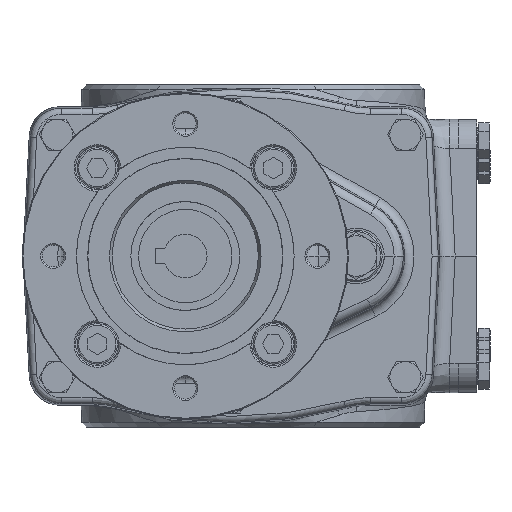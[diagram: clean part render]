
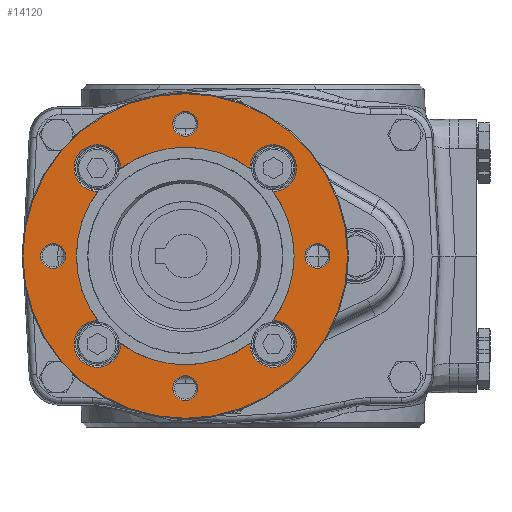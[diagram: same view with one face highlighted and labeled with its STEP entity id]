
A CAD part, left-side view. The second image highlights one B-rep face of the part: STEP entity #14120.
In plain terms, the highlighted face is planar.
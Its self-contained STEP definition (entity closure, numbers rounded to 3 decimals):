
#1927=PLANE('',#15244);
#4277=ORIENTED_EDGE('',*,*,#5877,.T.);
#4278=ORIENTED_EDGE('',*,*,#5878,.T.);
#4279=ORIENTED_EDGE('',*,*,#5879,.T.);
#4280=ORIENTED_EDGE('',*,*,#5880,.T.);
#4281=ORIENTED_EDGE('',*,*,#5881,.T.);
#4282=ORIENTED_EDGE('',*,*,#5882,.T.);
#4283=ORIENTED_EDGE('',*,*,#5849,.T.);
#4284=ORIENTED_EDGE('',*,*,#5836,.T.);
#4285=ORIENTED_EDGE('',*,*,#5862,.T.);
#4286=ORIENTED_EDGE('',*,*,#5851,.T.);
#4287=ORIENTED_EDGE('',*,*,#5875,.T.);
#4288=ORIENTED_EDGE('',*,*,#5864,.T.);
#4289=ORIENTED_EDGE('',*,*,#5883,.T.);
#5836=EDGE_CURVE('',#6845,#6846,#7406,.T.);
#5849=EDGE_CURVE('',#6856,#6845,#7413,.T.);
#5851=EDGE_CURVE('',#6858,#6859,#7415,.T.);
#5862=EDGE_CURVE('',#6846,#6858,#7422,.T.);
#5864=EDGE_CURVE('',#6868,#6869,#7424,.T.);
#5875=EDGE_CURVE('',#6859,#6868,#7431,.T.);
#5877=EDGE_CURVE('',#6878,#6878,#7433,.T.);
#5878=EDGE_CURVE('',#6879,#6879,#7434,.T.);
#5879=EDGE_CURVE('',#6880,#6880,#7435,.T.);
#5880=EDGE_CURVE('',#6881,#6881,#7436,.T.);
#5881=EDGE_CURVE('',#6882,#6882,#7437,.T.);
#5882=EDGE_CURVE('',#6883,#6856,#7438,.T.);
#5883=EDGE_CURVE('',#6869,#6883,#7439,.T.);
#6845=VERTEX_POINT('',#22362);
#6846=VERTEX_POINT('',#22363);
#6856=VERTEX_POINT('',#22398);
#6858=VERTEX_POINT('',#22405);
#6859=VERTEX_POINT('',#22406);
#6868=VERTEX_POINT('',#22440);
#6869=VERTEX_POINT('',#22441);
#6878=VERTEX_POINT('',#22475);
#6879=VERTEX_POINT('',#22477);
#6880=VERTEX_POINT('',#22479);
#6881=VERTEX_POINT('',#22481);
#6882=VERTEX_POINT('',#22483);
#6883=VERTEX_POINT('',#22485);
#7406=CIRCLE('',#15200,35.);
#7413=CIRCLE('',#15211,7.5);
#7415=CIRCLE('',#15215,35.);
#7422=CIRCLE('',#15226,7.5);
#7424=CIRCLE('',#15230,35.);
#7431=CIRCLE('',#15241,7.5);
#7433=CIRCLE('',#15245,52.2);
#7434=CIRCLE('',#15246,4.);
#7435=CIRCLE('',#15247,4.);
#7436=CIRCLE('',#15248,4.);
#7437=CIRCLE('',#15249,4.);
#7438=CIRCLE('',#15250,35.);
#7439=CIRCLE('',#15251,7.5);
#8253=EDGE_LOOP('',(#4277));
#8254=EDGE_LOOP('',(#4278));
#8255=EDGE_LOOP('',(#4279));
#8256=EDGE_LOOP('',(#4280));
#8257=EDGE_LOOP('',(#4281));
#8258=EDGE_LOOP('',(#4282,#4283,#4284,#4285,#4286,#4287,#4288,#4289));
#9184=FACE_BOUND('',#8253,.T.);
#9185=FACE_BOUND('',#8254,.T.);
#9186=FACE_BOUND('',#8255,.T.);
#9187=FACE_BOUND('',#8256,.T.);
#9188=FACE_BOUND('',#8257,.T.);
#9189=FACE_BOUND('',#8258,.T.);
#14120=ADVANCED_FACE('',(#9184,#9185,#9186,#9187,#9188,#9189),#1927,.T.);
#15200=AXIS2_PLACEMENT_3D('',#22361,#17711,#17712);
#15211=AXIS2_PLACEMENT_3D('',#22399,#17736,#17737);
#15215=AXIS2_PLACEMENT_3D('',#22404,#17744,#17745);
#15226=AXIS2_PLACEMENT_3D('',#22434,#17768,#17769);
#15230=AXIS2_PLACEMENT_3D('',#22439,#17776,#17777);
#15241=AXIS2_PLACEMENT_3D('',#22469,#17800,#17801);
#15244=AXIS2_PLACEMENT_3D('',#22473,#17806,#17807);
#15245=AXIS2_PLACEMENT_3D('',#22474,#17808,#17809);
#15246=AXIS2_PLACEMENT_3D('',#22476,#17810,#17811);
#15247=AXIS2_PLACEMENT_3D('',#22478,#17812,#17813);
#15248=AXIS2_PLACEMENT_3D('',#22480,#17814,#17815);
#15249=AXIS2_PLACEMENT_3D('',#22482,#17816,#17817);
#15250=AXIS2_PLACEMENT_3D('',#22484,#17818,#17819);
#15251=AXIS2_PLACEMENT_3D('',#22486,#17820,#17821);
#17711=DIRECTION('',(0.,-1.,0.));
#17712=DIRECTION('',(0.,0.,-1.));
#17736=DIRECTION('',(0.,-1.,0.));
#17737=DIRECTION('',(0.,0.,-1.));
#17744=DIRECTION('',(0.,-1.,0.));
#17745=DIRECTION('',(0.,0.,-1.));
#17768=DIRECTION('',(0.,-1.,0.));
#17769=DIRECTION('',(1.,0.,0.));
#17776=DIRECTION('',(0.,-1.,0.));
#17777=DIRECTION('',(0.,0.,-1.));
#17800=DIRECTION('',(0.,-1.,0.));
#17801=DIRECTION('',(0.,0.,1.));
#17806=DIRECTION('',(0.,1.,0.));
#17807=DIRECTION('',(0.,0.,1.));
#17808=DIRECTION('',(0.,1.,0.));
#17809=DIRECTION('',(0.,0.,1.));
#17810=DIRECTION('',(0.,-1.,0.));
#17811=DIRECTION('',(0.,0.,-1.));
#17812=DIRECTION('',(0.,-1.,0.));
#17813=DIRECTION('',(1.,0.,0.));
#17814=DIRECTION('',(0.,-1.,0.));
#17815=DIRECTION('',(0.,0.,1.));
#17816=DIRECTION('',(0.,-1.,0.));
#17817=DIRECTION('',(-1.,0.,0.));
#17818=DIRECTION('',(0.,-1.,0.));
#17819=DIRECTION('',(0.,0.,-1.));
#17820=DIRECTION('',(0.,-1.,0.));
#17821=DIRECTION('',(-1.,0.,0.));
#22361=CARTESIAN_POINT('',(0.,0.,0.));
#22362=CARTESIAN_POINT('',(-28.16,0.,20.785));
#22363=CARTESIAN_POINT('',(-28.16,0.,-20.785));
#22398=CARTESIAN_POINT('',(-20.785,0.,28.16));
#22399=CARTESIAN_POINT('',(-28.284,0.,28.284));
#22404=CARTESIAN_POINT('',(0.,0.,0.));
#22405=CARTESIAN_POINT('',(-20.785,0.,-28.16));
#22406=CARTESIAN_POINT('',(20.785,0.,-28.16));
#22434=CARTESIAN_POINT('',(-28.284,0.,-28.284));
#22439=CARTESIAN_POINT('',(0.,0.,0.));
#22440=CARTESIAN_POINT('',(28.16,0.,-20.785));
#22441=CARTESIAN_POINT('',(28.16,0.,20.785));
#22469=CARTESIAN_POINT('',(28.284,0.,-28.284));
#22473=CARTESIAN_POINT('',(0.,0.,52.5));
#22474=CARTESIAN_POINT('',(0.,0.,0.));
#22475=CARTESIAN_POINT('',(0.,0.,52.2));
#22476=CARTESIAN_POINT('',(-42.5,0.,0.));
#22477=CARTESIAN_POINT('',(-42.5,0.,-4.));
#22478=CARTESIAN_POINT('',(0.,0.,-42.5));
#22479=CARTESIAN_POINT('',(4.,0.,-42.5));
#22480=CARTESIAN_POINT('',(42.5,0.,0.));
#22481=CARTESIAN_POINT('',(42.5,0.,4.));
#22482=CARTESIAN_POINT('',(0.,0.,42.5));
#22483=CARTESIAN_POINT('',(-4.,0.,42.5));
#22484=CARTESIAN_POINT('',(0.,0.,0.));
#22485=CARTESIAN_POINT('',(20.785,0.,28.16));
#22486=CARTESIAN_POINT('',(28.284,0.,28.284));
